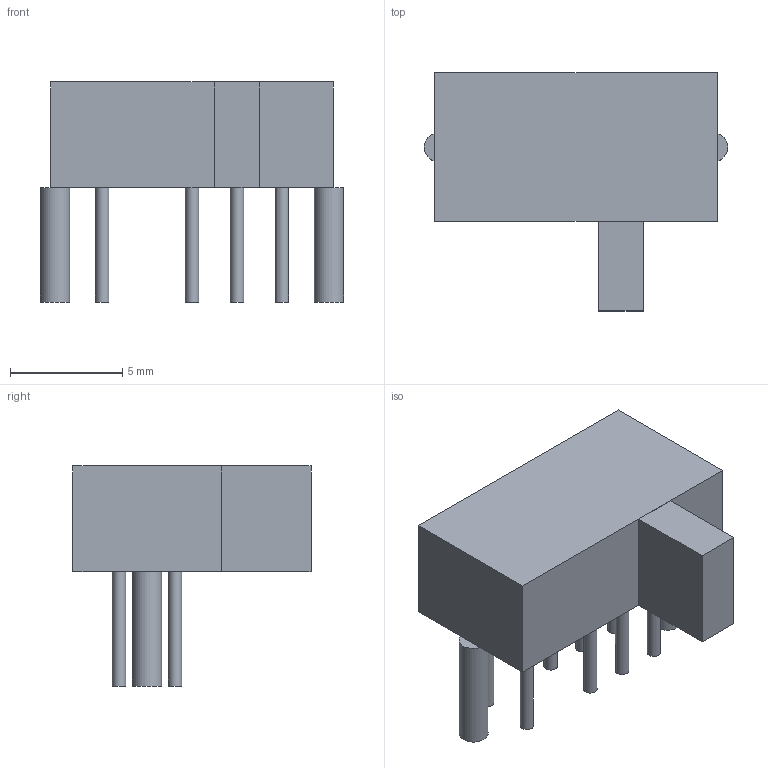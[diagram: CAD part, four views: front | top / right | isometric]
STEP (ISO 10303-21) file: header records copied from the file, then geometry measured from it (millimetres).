
FILE_DESCRIPTION(('FreeCAD Model'),'2;1');
FILE_NAME('906189.1.4.stp','2021-11-22T23:50:02',( 'Author'),(''),'Open CASCADE STEP processor 6.9','FreeCAD','Unknown' );
FILE_SCHEMA(('AUTOMOTIVE_DESIGN { 1 0 10303 214 1 1 1 1 }'));
Length unit declared in the file: millimetre
Products named in the file (3): ASSEMBLY; Body; Leads
Assembly tree (2 placements, depth 2):
  ASSEMBLY
    Body
    Leads
Bounding box: 13.5 x 10.6 x 9.8 mm (x, y, z)
Volume: 453.5 mm3; surface area: 547.6 mm2
Topology: 12 solids, 12 shells, 42 faces, 54 edges, 36 vertices
Faces by surface type: plane 32, cylinder 10
Full cylindrical faces by diameter (mm): 0.6 x8, 1.3 x2
Entity records: 1696 total; most frequent: DIRECTION 272, CARTESIAN_POINT 243, LINE 122, VECTOR 122, ORIENTED_EDGE 108, PCURVE 108, DEFINITIONAL_REPRESENTATION 108, AXIS2_PLACEMENT_3D 65
